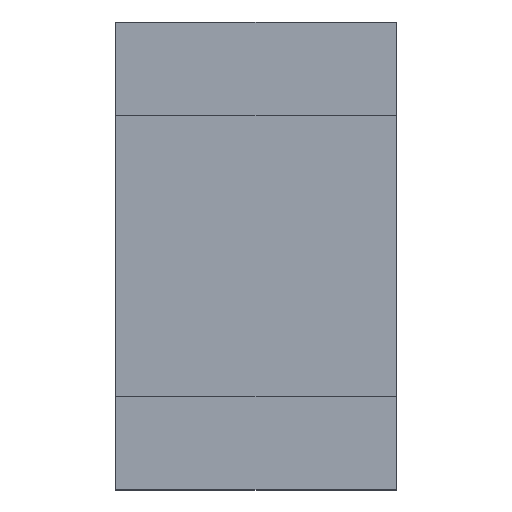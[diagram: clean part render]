
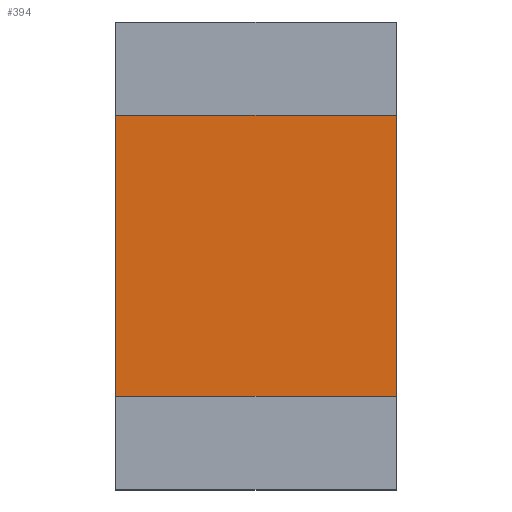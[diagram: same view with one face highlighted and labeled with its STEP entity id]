
A CAD part, top view. The second image highlights one B-rep face of the part: STEP entity #394.
In plain terms, the highlighted planar face has unit normal (0, 0, 1).
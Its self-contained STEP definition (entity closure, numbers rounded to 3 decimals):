
#1 = VECTOR ( 'NONE', #501, 1000. ) ;
#30 = VERTEX_POINT ( 'NONE', #227 ) ;
#37 = CARTESIAN_POINT ( 'NONE',  ( 3., 1.5, 0. ) ) ;
#51 = EDGE_CURVE ( 'NONE', #410, #30, #524, .T. ) ;
#58 = CARTESIAN_POINT ( 'NONE',  ( 3., -1.5, 0. ) ) ;
#66 = DIRECTION ( 'NONE',  ( -1., 0., 0. ) ) ;
#80 = PLANE ( 'NONE',  #86 ) ;
#86 = AXIS2_PLACEMENT_3D ( 'NONE', #128, #413, #167 ) ;
#97 = ORIENTED_EDGE ( 'NONE', *, *, #354, .F. ) ;
#98 = CARTESIAN_POINT ( 'NONE',  ( 0., -1.5, 0. ) ) ;
#128 = CARTESIAN_POINT ( 'NONE',  ( 3., -1.5, 0. ) ) ;
#141 = EDGE_CURVE ( 'NONE', #321, #30, #457, .T. ) ;
#151 = LINE ( 'NONE', #330, #528 ) ;
#165 = ORIENTED_EDGE ( 'NONE', *, *, #141, .F. ) ;
#167 = DIRECTION ( 'NONE',  ( -1., 0., 0. ) ) ;
#169 = CARTESIAN_POINT ( 'NONE',  ( 0., 1.5, 0. ) ) ;
#184 = FACE_OUTER_BOUND ( 'NONE', #458, .T. ) ;
#186 = ORIENTED_EDGE ( 'NONE', *, *, #51, .T. ) ;
#218 = LINE ( 'NONE', #386, #1 ) ;
#226 = ORIENTED_EDGE ( 'NONE', *, *, #531, .T. ) ;
#227 = CARTESIAN_POINT ( 'NONE',  ( 0., -1.5, 0. ) ) ;
#285 = CARTESIAN_POINT ( 'NONE',  ( 3., -1.5, 0. ) ) ;
#321 = VERTEX_POINT ( 'NONE', #285 ) ;
#330 = CARTESIAN_POINT ( 'NONE',  ( 3., -1.5, 0. ) ) ;
#334 = DIRECTION ( 'NONE',  ( 0., -1., 0. ) ) ;
#354 = EDGE_CURVE ( 'NONE', #357, #321, #151, .T. ) ;
#357 = VERTEX_POINT ( 'NONE', #37 ) ;
#386 = CARTESIAN_POINT ( 'NONE',  ( 3., 1.5, 0. ) ) ;
#391 = DIRECTION ( 'NONE',  ( 0., -1., 0. ) ) ;
#394 = ADVANCED_FACE ( 'NONE', ( #184 ), #80, .F. ) ;
#410 = VERTEX_POINT ( 'NONE', #169 ) ;
#413 = DIRECTION ( 'NONE',  ( 0., 0., -1. ) ) ;
#427 = VECTOR ( 'NONE', #66, 1000. ) ;
#457 = LINE ( 'NONE', #58, #427 ) ;
#458 = EDGE_LOOP ( 'NONE', ( #186, #165, #97, #226 ) ) ;
#501 = DIRECTION ( 'NONE',  ( -1., 0., 0. ) ) ;
#504 = VECTOR ( 'NONE', #391, 1000. ) ;
#524 = LINE ( 'NONE', #98, #504 ) ;
#528 = VECTOR ( 'NONE', #334, 1000. ) ;
#531 = EDGE_CURVE ( 'NONE', #357, #410, #218, .T. ) ;
